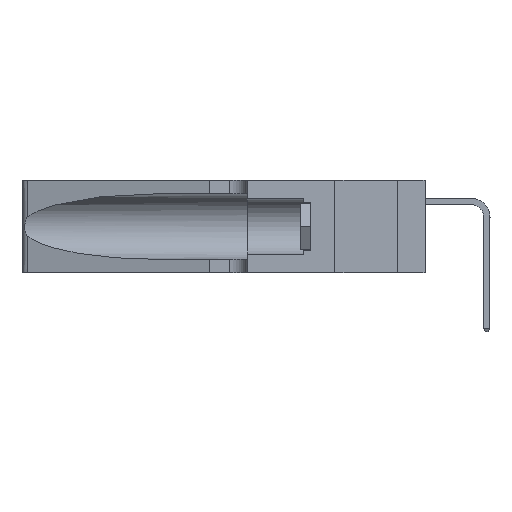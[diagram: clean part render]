
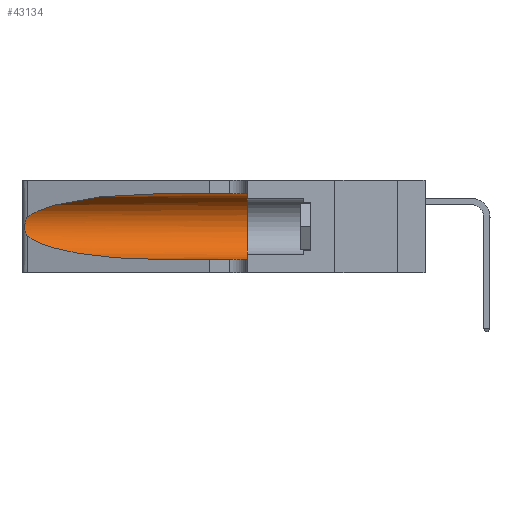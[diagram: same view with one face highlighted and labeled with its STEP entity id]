
A CAD part, left-side view. The second image highlights one B-rep face of the part: STEP entity #43134.
In plain terms, the highlighted cylindrical face has radius 3.308 mm (diameter 6.617 mm), a partial arc.
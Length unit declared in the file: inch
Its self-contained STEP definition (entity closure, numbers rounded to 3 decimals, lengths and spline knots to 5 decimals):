
#310 = CARTESIAN_POINT ( 'NONE',  ( 0.26018, 1.23835, 0.19895 ) ) ;
#1270 = B_SPLINE_CURVE_WITH_KNOTS ( 'NONE', 3,
 ( #19106, #37866, #26556, #45452, #22923, #310, #26715, #4072, #30500, #7906, #34270, #11673, #38030, #15500 ),
 .UNSPECIFIED., .F., .F.,
 ( 4, 2, 2, 2, 2, 2, 4 ),
 ( 0., 0.00027, 0.00053, 0.00107, 0.0016, 0.00187, 0.00214 ),
 .UNSPECIFIED. ) ;
#1326 = EDGE_CURVE ( 'NONE', #45072, #7702, #1270, .T. ) ;
#3984 = CARTESIAN_POINT ( 'NONE',  ( 0.1305, 0.72297, 0.31525 ) ) ;
#4072 = CARTESIAN_POINT ( 'NONE',  ( 0.26075, 1.23896, 0.178 ) ) ;
#4594 = DIRECTION ( 'NONE',  ( 0., -1., 0. ) ) ;
#5253 = VERTEX_POINT ( 'NONE', #26935 ) ;
#6340 = CARTESIAN_POINT ( 'NONE',  ( 0.2373, 1.15595, 0.08982 ) ) ;
#6938 = EDGE_LOOP ( 'NONE', ( #17921, #7307, #22085, #13196, #42710, #30964 ) ) ;
#7307 = ORIENTED_EDGE ( 'NONE', *, *, #1326, .T. ) ;
#7403 = AXIS2_PLACEMENT_3D ( 'NONE', #37226, #14691, #41021 ) ;
#7702 = VERTEX_POINT ( 'NONE', #11658 ) ;
#7906 = CARTESIAN_POINT ( 'NONE',  ( 0.25856, 1.23593, 0.16098 ) ) ;
#8150 = AXIS2_PLACEMENT_3D ( 'NONE', #34627, #4594, #8433 ) ;
#8355 =( BOUNDED_CURVE ( )  B_SPLINE_CURVE ( 3, ( #33933, #41496, #15328, #41663 ),
 .UNSPECIFIED., .F., .T. ) 
 B_SPLINE_CURVE_WITH_KNOTS ( ( 4, 4 ),
 ( 1.5708, 2.84003 ),
 .UNSPECIFIED. ) 
 CURVE ( )  GEOMETRIC_REPRESENTATION_ITEM ( )  RATIONAL_B_SPLINE_CURVE ( ( 1., 0.87, 0.87, 1. ) ) 
 REPRESENTATION_ITEM ( '' )  );
#8433 = DIRECTION ( 'NONE',  ( 0., 0., -1. ) ) ;
#8626 = VERTEX_POINT ( 'NONE', #39735 ) ;
#9482 = EDGE_CURVE ( 'NONE', #7702, #5253, #38008, .T. ) ;
#10249 = FACE_OUTER_BOUND ( 'NONE', #6938, .T. ) ;
#11658 = CARTESIAN_POINT ( 'NONE',  ( 0.25487, 1.22718, 0.14631 ) ) ;
#11673 = CARTESIAN_POINT ( 'NONE',  ( 0.25639, 1.23186, 0.15144 ) ) ;
#11732 = EDGE_CURVE ( 'NONE', #37435, #39315, #35053, .T. ) ;
#13196 = ORIENTED_EDGE ( 'NONE', *, *, #26029, .T. ) ;
#13221 = EDGE_CURVE ( 'NONE', #39315, #8626, #14256, .T. ) ;
#13935 = CARTESIAN_POINT ( 'NONE',  ( 0.1305, 0.72297, 0.05475 ) ) ;
#14256 = CIRCLE ( 'NONE', #7403, 0.13025 ) ;
#14691 = DIRECTION ( 'NONE',  ( 0., 1., 0. ) ) ;
#15328 = CARTESIAN_POINT ( 'NONE',  ( 0.2373, 1.15595, 0.28018 ) ) ;
#15500 = CARTESIAN_POINT ( 'NONE',  ( 0.25487, 1.22718, 0.14631 ) ) ;
#16793 = CARTESIAN_POINT ( 'NONE',  ( 0.1305, 1.61858, 0.05475 ) ) ;
#17921 = ORIENTED_EDGE ( 'NONE', *, *, #41750, .T. ) ;
#19106 = CARTESIAN_POINT ( 'NONE',  ( 0.25487, 1.22718, 0.22369 ) ) ;
#22085 = ORIENTED_EDGE ( 'NONE', *, *, #9482, .T. ) ;
#22923 = CARTESIAN_POINT ( 'NONE',  ( 0.25854, 1.2359, 0.20912 ) ) ;
#23660 = DIRECTION ( 'NONE',  ( 0., -1., 0. ) ) ;
#25173 = CARTESIAN_POINT ( 'NONE',  ( 0.25487, 1.22718, 0.14631 ) ) ;
#26029 = EDGE_CURVE ( 'NONE', #5253, #8626, #27942, .T. ) ;
#26556 = CARTESIAN_POINT ( 'NONE',  ( 0.25639, 1.23184, 0.21858 ) ) ;
#26715 = CARTESIAN_POINT ( 'NONE',  ( 0.26075, 1.23896, 0.19203 ) ) ;
#26935 = CARTESIAN_POINT ( 'NONE',  ( 0.1305, 0.72297, 0.05475 ) ) ;
#27475 = CARTESIAN_POINT ( 'NONE',  ( 0.1305, 1.61858, 0.31525 ) ) ;
#27942 = LINE ( 'NONE', #16793, #37899 ) ;
#28004 = CYLINDRICAL_SURFACE ( 'NONE', #8150, 0.13025 ) ;
#30500 = CARTESIAN_POINT ( 'NONE',  ( 0.26017, 1.23833, 0.17102 ) ) ;
#30964 = ORIENTED_EDGE ( 'NONE', *, *, #11732, .F. ) ;
#31547 = CARTESIAN_POINT ( 'NONE',  ( 0.25487, 1.22718, 0.22369 ) ) ;
#33880 = VECTOR ( 'NONE', #23660, 39.37008 ) ;
#33933 = CARTESIAN_POINT ( 'NONE',  ( 0.1305, 0.72297, 0.31525 ) ) ;
#34270 = CARTESIAN_POINT ( 'NONE',  ( 0.25789, 1.23486, 0.15765 ) ) ;
#34627 = CARTESIAN_POINT ( 'NONE',  ( 0.1305, 1.61858, 0.185 ) ) ;
#35053 = LINE ( 'NONE', #27475, #33880 ) ;
#36478 = CARTESIAN_POINT ( 'NONE',  ( 0.18966, 0.96281, 0.05475 ) ) ;
#37226 = CARTESIAN_POINT ( 'NONE',  ( 0.1305, 0.35, 0.185 ) ) ;
#37435 = VERTEX_POINT ( 'NONE', #3984 ) ;
#37866 = CARTESIAN_POINT ( 'NONE',  ( 0.25555, 1.22994, 0.2215 ) ) ;
#37899 = VECTOR ( 'NONE', #46920, 39.37008 ) ;
#38008 =( BOUNDED_CURVE ( )  B_SPLINE_CURVE ( 3, ( #25173, #6340, #36478, #13935 ),
 .UNSPECIFIED., .F., .F. ) 
 B_SPLINE_CURVE_WITH_KNOTS ( ( 4, 4 ),
 ( 3.44316, 4.71239 ),
 .UNSPECIFIED. ) 
 CURVE ( )  GEOMETRIC_REPRESENTATION_ITEM ( )  RATIONAL_B_SPLINE_CURVE ( ( 1., 0.87, 0.87, 1. ) ) 
 REPRESENTATION_ITEM ( '' )  );
#38030 = CARTESIAN_POINT ( 'NONE',  ( 0.25555, 1.22993, 0.14849 ) ) ;
#38096 = CARTESIAN_POINT ( 'NONE',  ( 0.1305, 0.35, 0.31525 ) ) ;
#39315 = VERTEX_POINT ( 'NONE', #38096 ) ;
#39735 = CARTESIAN_POINT ( 'NONE',  ( 0.1305, 0.35, 0.05475 ) ) ;
#41021 = DIRECTION ( 'NONE',  ( 0., 0., 1. ) ) ;
#41496 = CARTESIAN_POINT ( 'NONE',  ( 0.18966, 0.96281, 0.31525 ) ) ;
#41663 = CARTESIAN_POINT ( 'NONE',  ( 0.25487, 1.22718, 0.22369 ) ) ;
#41750 = EDGE_CURVE ( 'NONE', #37435, #45072, #8355, .T. ) ;
#42710 = ORIENTED_EDGE ( 'NONE', *, *, #13221, .F. ) ;
#43134 = ADVANCED_FACE ( 'NONE', ( #10249 ), #28004, .F. ) ;
#45072 = VERTEX_POINT ( 'NONE', #31547 ) ;
#45452 = CARTESIAN_POINT ( 'NONE',  ( 0.25787, 1.23484, 0.2124 ) ) ;
#46920 = DIRECTION ( 'NONE',  ( 0., -1., 0. ) ) ;
